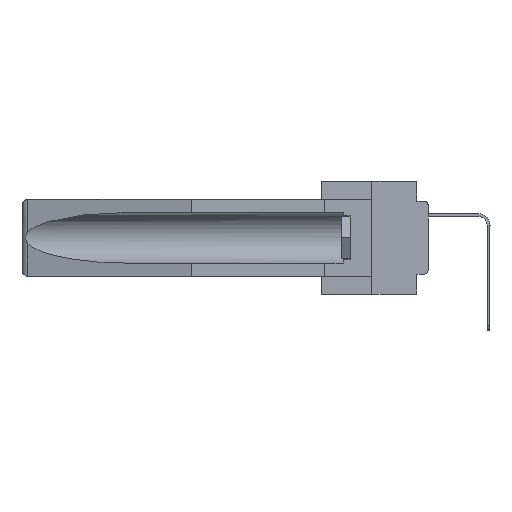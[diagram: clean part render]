
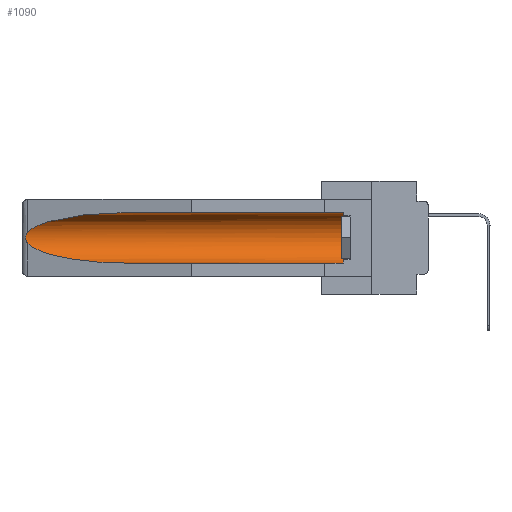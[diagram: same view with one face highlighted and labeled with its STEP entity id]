
A CAD part, left-side view. The second image highlights one B-rep face of the part: STEP entity #1090.
In plain terms, the highlighted cylindrical face has radius 2.857 mm (diameter 5.715 mm), a partial arc.
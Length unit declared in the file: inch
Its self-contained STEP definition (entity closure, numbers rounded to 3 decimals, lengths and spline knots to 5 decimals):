
#167 = DIRECTION ( 'NONE',  ( 0., 1., 0. ) ) ;
#205 = CARTESIAN_POINT ( 'NONE',  ( 0.2673, 1.5327, -0.16383 ) ) ;
#677 = CARTESIAN_POINT ( 'NONE',  ( 0.155, 1.07973, -0.059 ) ) ;
#1090 = ADVANCED_FACE ( 'NONE', ( #18088 ), #22512, .F. ) ;
#1693 = EDGE_CURVE ( 'NONE', #6278, #31892, #3565, .T. ) ;
#2115 = CARTESIAN_POINT ( 'NONE',  ( 0.21114, 1.30732, -0.284 ) ) ;
#2818 = CARTESIAN_POINT ( 'NONE',  ( 0.26597, 1.5296, -0.19026 ) ) ;
#3565 = LINE ( 'NONE', #22933, #23317 ) ;
#4827 = EDGE_CURVE ( 'NONE', #23249, #31892, #5270, .T. ) ;
#5270 =( BOUNDED_CURVE ( )  B_SPLINE_CURVE ( 3, ( #33214, #14946, #2115, #30723 ),
 .UNSPECIFIED., .F., .F. ) 
 B_SPLINE_CURVE_WITH_KNOTS ( ( 4, 4 ),
 ( 0.1948, 1.5708 ),
 .UNSPECIFIED. ) 
 CURVE ( )  GEOMETRIC_REPRESENTATION_ITEM ( )  RATIONAL_B_SPLINE_CURVE ( ( 1., 0.848, 0.848, 1. ) ) 
 REPRESENTATION_ITEM ( '' )  );
#5734 = DIRECTION ( 'NONE',  ( 0., 1., 0. ) ) ;
#5763 = DIRECTION ( 'NONE',  ( 0., -1., 0. ) ) ;
#5775 = ORIENTED_EDGE ( 'NONE', *, *, #9995, .T. ) ;
#6278 = VERTEX_POINT ( 'NONE', #8392 ) ;
#7386 = ORIENTED_EDGE ( 'NONE', *, *, #1693, .F. ) ;
#8331 = DIRECTION ( 'NONE',  ( 0., 0., 1. ) ) ;
#8392 = CARTESIAN_POINT ( 'NONE',  ( 0.155, 0.126, -0.284 ) ) ;
#8491 = LINE ( 'NONE', #26232, #27466 ) ;
#8638 = ORIENTED_EDGE ( 'NONE', *, *, #28315, .T. ) ;
#9995 = EDGE_CURVE ( 'NONE', #6278, #23125, #23704, .T. ) ;
#10394 = CARTESIAN_POINT ( 'NONE',  ( 0.155, 1.07973, -0.059 ) ) ;
#10443 = CARTESIAN_POINT ( 'NONE',  ( 0.26597, 1.52961, -0.15275 ) ) ;
#10546 = EDGE_CURVE ( 'NONE', #30618, #23249, #23238, .T. ) ;
#10917 = CARTESIAN_POINT ( 'NONE',  ( 0.21114, 1.30732, -0.059 ) ) ;
#11286 = AXIS2_PLACEMENT_3D ( 'NONE', #16018, #5763, #8331 ) ;
#11613 = ORIENTED_EDGE ( 'NONE', *, *, #16707, .T. ) ;
#13054 = CARTESIAN_POINT ( 'NONE',  ( 0.2675, 1.53308, -0.16763 ) ) ;
#13500 = CARTESIAN_POINT ( 'NONE',  ( 0.155, -0.30754, -0.1715 ) ) ;
#13634 = ORIENTED_EDGE ( 'NONE', *, *, #4827, .T. ) ;
#13855 = EDGE_LOOP ( 'NONE', ( #11613, #27582, #13634, #7386, #5775, #8638 ) ) ;
#14946 = CARTESIAN_POINT ( 'NONE',  ( 0.25451, 1.48313, -0.24835 ) ) ;
#15646 = CARTESIAN_POINT ( 'NONE',  ( 0.26654, 1.53092, -0.15636 ) ) ;
#16018 = CARTESIAN_POINT ( 'NONE',  ( 0.155, 0.126, -0.1715 ) ) ;
#16216 = CARTESIAN_POINT ( 'NONE',  ( 0.25451, 1.48313, -0.09465 ) ) ;
#16707 = EDGE_CURVE ( 'NONE', #18478, #30618, #31295, .T. ) ;
#16868 = CARTESIAN_POINT ( 'NONE',  ( 0.26537, 1.52718, -0.14972 ) ) ;
#18088 = FACE_OUTER_BOUND ( 'NONE', #13855, .T. ) ;
#18228 = CARTESIAN_POINT ( 'NONE',  ( 0.2675, 1.53308, -0.17534 ) ) ;
#18478 = VERTEX_POINT ( 'NONE', #10394 ) ;
#18802 = CARTESIAN_POINT ( 'NONE',  ( 0.26537, 1.52718, -0.14972 ) ) ;
#20712 = CARTESIAN_POINT ( 'NONE',  ( 0.26537, 1.52718, -0.19328 ) ) ;
#21844 = CARTESIAN_POINT ( 'NONE',  ( 0.26537, 1.52718, -0.19328 ) ) ;
#22512 = CYLINDRICAL_SURFACE ( 'NONE', #23010, 0.1125 ) ;
#22933 = CARTESIAN_POINT ( 'NONE',  ( 0.155, -0.30754, -0.284 ) ) ;
#23010 = AXIS2_PLACEMENT_3D ( 'NONE', #13500, #31504, #23290 ) ;
#23125 = VERTEX_POINT ( 'NONE', #26020 ) ;
#23238 = B_SPLINE_CURVE_WITH_KNOTS ( 'NONE', 3,
 ( #25771, #10443, #15646, #205, #13054, #18228, #23615, #30961, #2818, #20712 ),
 .UNSPECIFIED., .F., .F.,
 ( 4, 2, 2, 2, 4 ),
 ( 0., 0.00029, 0.00058, 0.00087, 0.00117 ),
 .UNSPECIFIED. ) ;
#23249 = VERTEX_POINT ( 'NONE', #21844 ) ;
#23290 = DIRECTION ( 'NONE',  ( 0., 0., 1. ) ) ;
#23317 = VECTOR ( 'NONE', #167, 39.37008 ) ;
#23615 = CARTESIAN_POINT ( 'NONE',  ( 0.2673, 1.53269, -0.17917 ) ) ;
#23704 = CIRCLE ( 'NONE', #11286, 0.1125 ) ;
#25771 = CARTESIAN_POINT ( 'NONE',  ( 0.26537, 1.52718, -0.14972 ) ) ;
#26020 = CARTESIAN_POINT ( 'NONE',  ( 0.155, 0.126, -0.059 ) ) ;
#26232 = CARTESIAN_POINT ( 'NONE',  ( 0.155, -0.30754, -0.059 ) ) ;
#26927 = CARTESIAN_POINT ( 'NONE',  ( 0.155, 1.07973, -0.284 ) ) ;
#27466 = VECTOR ( 'NONE', #5734, 39.37008 ) ;
#27582 = ORIENTED_EDGE ( 'NONE', *, *, #10546, .T. ) ;
#28315 = EDGE_CURVE ( 'NONE', #23125, #18478, #8491, .T. ) ;
#30618 = VERTEX_POINT ( 'NONE', #16868 ) ;
#30723 = CARTESIAN_POINT ( 'NONE',  ( 0.155, 1.07973, -0.284 ) ) ;
#30961 = CARTESIAN_POINT ( 'NONE',  ( 0.26655, 1.53094, -0.18657 ) ) ;
#31295 =( BOUNDED_CURVE ( )  B_SPLINE_CURVE ( 3, ( #677, #10917, #16216, #18802 ),
 .UNSPECIFIED., .F., .F. ) 
 B_SPLINE_CURVE_WITH_KNOTS ( ( 4, 4 ),
 ( 4.71239, 6.08839 ),
 .UNSPECIFIED. ) 
 CURVE ( )  GEOMETRIC_REPRESENTATION_ITEM ( )  RATIONAL_B_SPLINE_CURVE ( ( 1., 0.848, 0.848, 1. ) ) 
 REPRESENTATION_ITEM ( '' )  );
#31504 = DIRECTION ( 'NONE',  ( 0., 1., 0. ) ) ;
#31892 = VERTEX_POINT ( 'NONE', #26927 ) ;
#33214 = CARTESIAN_POINT ( 'NONE',  ( 0.26537, 1.52718, -0.19328 ) ) ;
